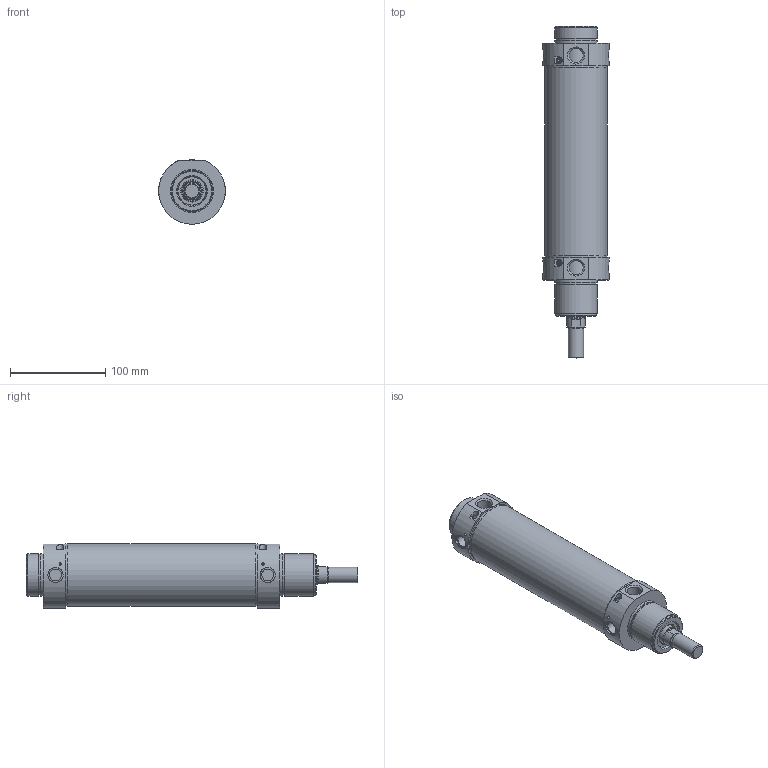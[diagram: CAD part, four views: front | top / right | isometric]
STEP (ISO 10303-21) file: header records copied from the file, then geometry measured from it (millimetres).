
FILE_DESCRIPTION((''),'2;1');
FILE_NAME('IDM063.125.GS.MW.stp','2014-07-16T11:12:24',('carlo.corazza'),(''),'Autodesk Inventor 2012','Autodesk Inventor 2012','');
FILE_SCHEMA(('AUTOMOTIVE_DESIGN { 1 0 10303 214 1 1 1 1 }'));
Length unit declared in the file: millimetre
Products named in the file (5): IDM063..GS.MW; CORPO-125; STELO-125; TA; TP
Assembly tree (4 placements, depth 2):
  IDM063..GS.MW
    CORPO-125
    STELO-125
    TA
    TP
Bounding box: 70 x 349 x 67.75 mm (x, y, z)
Volume: 376719 mm3; surface area: 141516 mm2
Topology: 4 solids, 6 shells, 144 faces, 316 edges, 207 vertices
Faces by surface type: plane 53, cylinder 51, cone 32, torus 8
Full cylindrical faces by diameter (mm): 2.5 x6, 4.459 x2, 5.5 x2, 12 x1, 12.376 x4, 14.95 x2, 16 x5, 17 x1, 19 x1, 20 x2, 20.8 x1, 20.847 x1, 24 x2, 30 x3, 43 x4, 45 x4, 63 x1, 65.4 x1, 65.5 x2
Entity records: 3989 total; most frequent: CARTESIAN_POINT 1053, DIRECTION 598, ORIENTED_EDGE 380, AXIS2_PLACEMENT_3D 285, EDGE_LOOP 270, EDGE_CURVE 190, VERTEX_POINT 166, FACE_OUTER_BOUND 144
